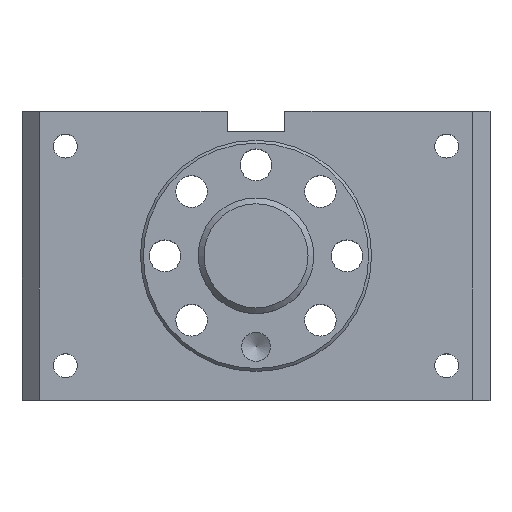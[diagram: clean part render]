
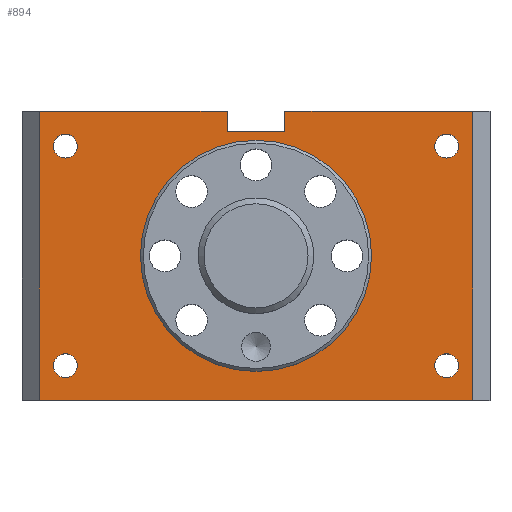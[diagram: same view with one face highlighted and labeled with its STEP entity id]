
A CAD part, top view. The second image highlights one B-rep face of the part: STEP entity #894.
In plain terms, the highlighted planar face has unit normal (0, 0, 1).
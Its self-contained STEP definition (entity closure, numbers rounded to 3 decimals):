
#50=FACE_BOUND('',#205,.T.);
#51=FACE_BOUND('',#206,.T.);
#52=FACE_BOUND('',#207,.T.);
#53=FACE_BOUND('',#208,.T.);
#54=FACE_BOUND('',#209,.T.);
#88=CIRCLE('',#976,2.067);
#89=CIRCLE('',#977,2.067);
#90=CIRCLE('',#978,2.067);
#91=CIRCLE('',#979,2.067);
#92=CIRCLE('',#980,20.);
#146=FACE_OUTER_BOUND('',#204,.T.);
#204=EDGE_LOOP('',(#637,#638,#639,#640,#641,#642,#643,#644));
#205=EDGE_LOOP('',(#645));
#206=EDGE_LOOP('',(#646));
#207=EDGE_LOOP('',(#647));
#208=EDGE_LOOP('',(#648));
#209=EDGE_LOOP('',(#649));
#299=LINE('',#1389,#363);
#300=LINE('',#1392,#364);
#304=LINE('',#1402,#368);
#305=LINE('',#1404,#369);
#306=LINE('',#1406,#370);
#307=LINE('',#1408,#371);
#308=LINE('',#1410,#372);
#309=LINE('',#1411,#373);
#363=VECTOR('',#1093,10.);
#364=VECTOR('',#1096,10.);
#368=VECTOR('',#1104,10.);
#369=VECTOR('',#1105,10.);
#370=VECTOR('',#1106,10.);
#371=VECTOR('',#1107,10.);
#372=VECTOR('',#1108,10.);
#373=VECTOR('',#1109,10.);
#424=VERTEX_POINT('',#1382);
#427=VERTEX_POINT('',#1387);
#428=VERTEX_POINT('',#1391);
#432=VERTEX_POINT('',#1401);
#433=VERTEX_POINT('',#1403);
#434=VERTEX_POINT('',#1405);
#435=VERTEX_POINT('',#1407);
#436=VERTEX_POINT('',#1409);
#437=VERTEX_POINT('',#1412);
#438=VERTEX_POINT('',#1414);
#439=VERTEX_POINT('',#1416);
#440=VERTEX_POINT('',#1418);
#441=VERTEX_POINT('',#1420);
#509=EDGE_CURVE('',#427,#424,#299,.T.);
#510=EDGE_CURVE('',#424,#428,#300,.T.);
#515=EDGE_CURVE('',#432,#427,#304,.T.);
#516=EDGE_CURVE('',#433,#432,#305,.T.);
#517=EDGE_CURVE('',#434,#433,#306,.T.);
#518=EDGE_CURVE('',#434,#435,#307,.T.);
#519=EDGE_CURVE('',#435,#436,#308,.T.);
#520=EDGE_CURVE('',#436,#428,#309,.T.);
#521=EDGE_CURVE('',#437,#437,#88,.T.);
#522=EDGE_CURVE('',#438,#438,#89,.T.);
#523=EDGE_CURVE('',#439,#439,#90,.T.);
#524=EDGE_CURVE('',#440,#440,#91,.T.);
#525=EDGE_CURVE('',#441,#441,#92,.T.);
#637=ORIENTED_EDGE('',*,*,#509,.F.);
#638=ORIENTED_EDGE('',*,*,#515,.F.);
#639=ORIENTED_EDGE('',*,*,#516,.F.);
#640=ORIENTED_EDGE('',*,*,#517,.F.);
#641=ORIENTED_EDGE('',*,*,#518,.T.);
#642=ORIENTED_EDGE('',*,*,#519,.T.);
#643=ORIENTED_EDGE('',*,*,#520,.T.);
#644=ORIENTED_EDGE('',*,*,#510,.F.);
#645=ORIENTED_EDGE('',*,*,#521,.F.);
#646=ORIENTED_EDGE('',*,*,#522,.F.);
#647=ORIENTED_EDGE('',*,*,#523,.F.);
#648=ORIENTED_EDGE('',*,*,#524,.F.);
#649=ORIENTED_EDGE('',*,*,#525,.F.);
#871=PLANE('',#975);
#894=ADVANCED_FACE('',(#146,#50,#51,#52,#53,#54),#871,.T.);
#975=AXIS2_PLACEMENT_3D('',#1400,#1102,#1103);
#976=AXIS2_PLACEMENT_3D('',#1413,#1110,#1111);
#977=AXIS2_PLACEMENT_3D('',#1415,#1112,#1113);
#978=AXIS2_PLACEMENT_3D('',#1417,#1114,#1115);
#979=AXIS2_PLACEMENT_3D('',#1419,#1116,#1117);
#980=AXIS2_PLACEMENT_3D('',#1421,#1118,#1119);
#1093=DIRECTION('',(0.,1.,0.));
#1096=DIRECTION('',(1.,0.,0.));
#1102=DIRECTION('center_axis',(0.,0.,1.));
#1103=DIRECTION('ref_axis',(1.,0.,0.));
#1104=DIRECTION('',(-1.,0.,0.));
#1105=DIRECTION('',(0.,-1.,0.));
#1106=DIRECTION('',(1.,0.,0.));
#1107=DIRECTION('',(0.,-1.,0.));
#1108=DIRECTION('',(-1.,0.,0.));
#1109=DIRECTION('',(0.,1.,0.));
#1110=DIRECTION('center_axis',(0.,0.,1.));
#1111=DIRECTION('ref_axis',(-1.,0.,0.));
#1112=DIRECTION('center_axis',(0.,0.,1.));
#1113=DIRECTION('ref_axis',(-1.,0.,0.));
#1114=DIRECTION('center_axis',(0.,0.,1.));
#1115=DIRECTION('ref_axis',(-1.,0.,0.));
#1116=DIRECTION('center_axis',(0.,0.,1.));
#1117=DIRECTION('ref_axis',(-1.,0.,0.));
#1118=DIRECTION('center_axis',(0.,0.,1.));
#1119=DIRECTION('ref_axis',(-1.,0.,0.));
#1382=CARTESIAN_POINT('',(-37.5,25.,-5.));
#1387=CARTESIAN_POINT('',(-37.5,-25.,-5.));
#1389=CARTESIAN_POINT('',(-37.5,-12.5,-5.));
#1391=CARTESIAN_POINT('',(-5.,25.,-5.));
#1392=CARTESIAN_POINT('',(-20.25,25.,-5.));
#1400=CARTESIAN_POINT('Origin',(0.,0.,-5.));
#1401=CARTESIAN_POINT('',(37.5,-25.,-5.));
#1402=CARTESIAN_POINT('',(20.25,-25.,-5.));
#1403=CARTESIAN_POINT('',(37.5,25.,-5.));
#1404=CARTESIAN_POINT('',(37.5,12.5,-5.));
#1405=CARTESIAN_POINT('',(5.,25.,-5.));
#1406=CARTESIAN_POINT('',(-20.25,25.,-5.));
#1407=CARTESIAN_POINT('',(5.,21.5,-5.));
#1408=CARTESIAN_POINT('',(5.,10.75,-5.));
#1409=CARTESIAN_POINT('',(-5.,21.5,-5.));
#1410=CARTESIAN_POINT('',(-2.5,21.5,-5.));
#1411=CARTESIAN_POINT('',(-5.,12.5,-5.));
#1412=CARTESIAN_POINT('',(35.067,-19.,-5.));
#1413=CARTESIAN_POINT('Origin',(33.,-19.,-5.));
#1414=CARTESIAN_POINT('',(-30.933,-19.,-5.));
#1415=CARTESIAN_POINT('Origin',(-33.,-19.,-5.));
#1416=CARTESIAN_POINT('',(-30.933,19.,-5.));
#1417=CARTESIAN_POINT('Origin',(-33.,19.,-5.));
#1418=CARTESIAN_POINT('',(35.067,19.,-5.));
#1419=CARTESIAN_POINT('Origin',(33.,19.,-5.));
#1420=CARTESIAN_POINT('',(20.,0.,-5.));
#1421=CARTESIAN_POINT('Origin',(0.,0.,-5.));
